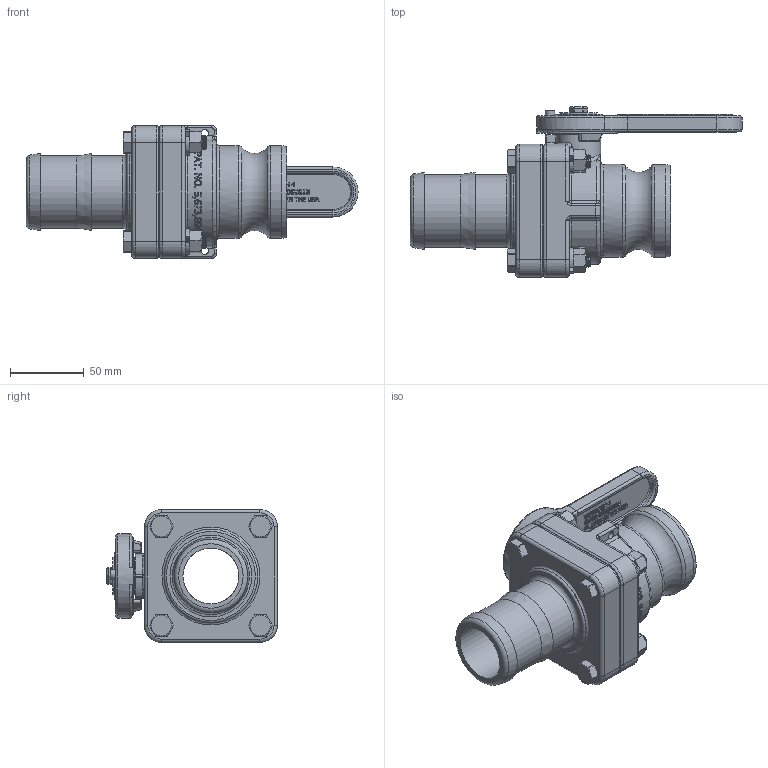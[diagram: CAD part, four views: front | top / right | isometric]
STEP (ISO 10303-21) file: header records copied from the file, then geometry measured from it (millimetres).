
FILE_DESCRIPTION(/* description */ (''),/* implementation_level */ '2;1');
FILE_NAME(/* name */ 'VSFHB200.stp',/* time_stamp */ '2016-12-05T10:37:42-05:00',/* author */ ('MJC'),/* organization */ (''),/* preprocessor_version */ 'ST-DEVELOPER v16.5',/* originating_system */ 'Autodesk Inventor 2017',/* authorisation */ '');
FILE_SCHEMA (('AUTOMOTIVE_DESIGN { 1 0 10303 214 3 1 1 }'));
Products named in the file (19): VSFHB200; VF20254; VXF20254; VSHB20256; VXHB20256; VS20255; VS20255M; V20255BX; VS20151; V20151; VS20152SH; VS20258A; V20010SS; V20018; V20019; V20060; V20020; V20021; V21204
Assembly tree (29 placements, depth 4):
  VSFHB200
    VF20254
      VXF20254
    VSHB20256
      VXHB20256
    VS20255
      VS20255M
        V20255BX
    VS20151
      V20151
      V20060
    VS20152SH
    VS20258A  x2
    V20010SS  x4
    V20018  x4
    V20019  x4
    V20060
    V20020
    V20021
    V21204
Bounding box: 225.59 x 116.1 x 90.42 mm (x, y, z)
Volume: 514826.4 mm3; surface area: 158138.9 mm2
Topology: 25 solids, 25 shells, 2394 faces, 5746 edges, 3514 vertices
Faces by surface type: plane 876, cylinder 604, cone 465, bspline 361, torus 82, sphere 6
Full cylindrical faces by diameter (mm): 2.997 x1, 3.302 x2, 4.978 x1, 5.08 x2, 6.35 x1, 7.144 x1, 8.915 x4, 9.525 x4, 10.312 x8, 18.923 x1, 19.05 x2, 19.304 x1, 23.812 x2, 24.13 x1, 25.4 x2, 25.908 x1, 26.416 x1, 32.512 x1, 37.973 x1, 38.1 x4, 39.192 x2, 43.18 x2, 49.276 x2, 50.698 x2, 50.876 x2, 57.15 x1, 63.043 x2, 63.5 x1, 74.93 x1, 79.502 x1
Entity records: 57751 total; most frequent: CARTESIAN_POINT 18796, ORIENTED_EDGE 8292, DIRECTION 6987, EDGE_CURVE 4146, VERTEX_POINT 2704, LINE 2469, VECTOR 2469, AXIS2_PLACEMENT_3D 2259
